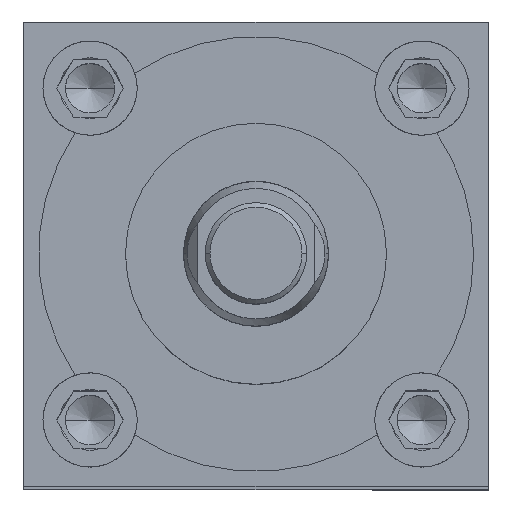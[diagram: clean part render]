
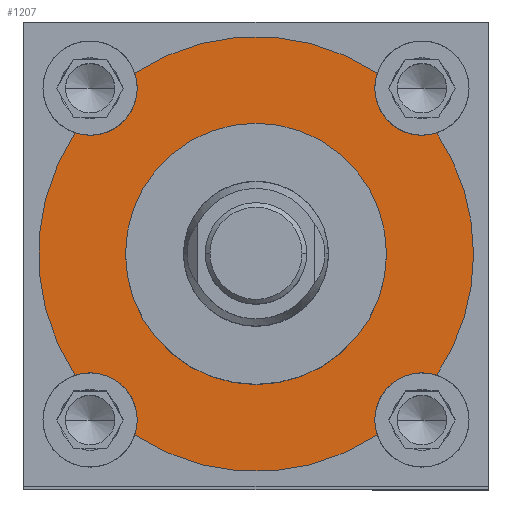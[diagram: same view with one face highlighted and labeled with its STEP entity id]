
A CAD part, top view. The second image highlights one B-rep face of the part: STEP entity #1207.
In plain terms, the highlighted planar face has unit normal (0, 0, 1).
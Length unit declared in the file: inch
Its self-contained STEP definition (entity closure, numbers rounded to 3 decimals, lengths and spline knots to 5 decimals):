
#100 = AXIS2_PLACEMENT_3D ( 'NONE', #3080, #3538, #5485 ) ;
#175 = CIRCLE ( 'NONE', #4942, 0.203 ) ;
#214 = DIRECTION ( 'NONE',  ( 0., 0., 1. ) ) ;
#230 = ORIENTED_EDGE ( 'NONE', *, *, #380, .F. ) ;
#252 = CARTESIAN_POINT ( 'NONE',  ( -0.715, 0.715, 9.62 ) ) ;
#268 = ORIENTED_EDGE ( 'NONE', *, *, #3723, .T. ) ;
#304 = VERTEX_POINT ( 'NONE', #1434 ) ;
#362 = DIRECTION ( 'NONE',  ( 1., 0., 0. ) ) ;
#380 = EDGE_CURVE ( 'NONE', #1598, #5274, #3272, .T. ) ;
#463 = AXIS2_PLACEMENT_3D ( 'NONE', #2822, #5288, #362 ) ;
#477 = DIRECTION ( 'NONE',  ( 1., 0., 0. ) ) ;
#538 = FACE_OUTER_BOUND ( 'NONE', #910, .T. ) ;
#690 = CARTESIAN_POINT ( 'NONE',  ( 0.77859, 0.52222, 9.62 ) ) ;
#715 = ORIENTED_EDGE ( 'NONE', *, *, #2341, .F. ) ;
#798 = EDGE_CURVE ( 'NONE', #5274, #6411, #1930, .T. ) ;
#804 = CIRCLE ( 'NONE', #2378, 0.203 ) ;
#910 = EDGE_LOOP ( 'NONE', ( #230, #1124, #4476, #5444, #5050, #6004, #2334, #2284, #268, #715, #4098, #2496, #6194 ) ) ;
#1025 = CIRCLE ( 'NONE', #4673, 0.5625 ) ;
#1042 = VERTEX_POINT ( 'NONE', #690 ) ;
#1124 = ORIENTED_EDGE ( 'NONE', *, *, #3302, .T. ) ;
#1148 = DIRECTION ( 'NONE',  ( 0., 0., 1. ) ) ;
#1202 = ORIENTED_EDGE ( 'NONE', *, *, #1504, .F. ) ;
#1207 = ADVANCED_FACE ( 'NONE', ( #538, #5548 ), #4511, .T. ) ;
#1244 = DIRECTION ( 'NONE',  ( 1., 0., 0. ) ) ;
#1399 = DIRECTION ( 'NONE',  ( 1., 0., 0. ) ) ;
#1404 = AXIS2_PLACEMENT_3D ( 'NONE', #5402, #3546, #5494 ) ;
#1434 = CARTESIAN_POINT ( 'NONE',  ( 0.52222, 0.77859, 9.62 ) ) ;
#1455 = VERTEX_POINT ( 'NONE', #3672 ) ;
#1504 = EDGE_CURVE ( 'NONE', #3435, #1455, #1025, .T. ) ;
#1598 = VERTEX_POINT ( 'NONE', #3566 ) ;
#1622 = EDGE_CURVE ( 'NONE', #2580, #3722, #5997, .T. ) ;
#1629 = CARTESIAN_POINT ( 'NONE',  ( 0., 0., 9.62 ) ) ;
#1660 = CIRCLE ( 'NONE', #6216, 0.9375 ) ;
#1704 = EDGE_CURVE ( 'NONE', #304, #3782, #2730, .T. ) ;
#1766 = DIRECTION ( 'NONE',  ( 1., 0., 0. ) ) ;
#1778 = CIRCLE ( 'NONE', #4290, 0.203 ) ;
#1809 = CARTESIAN_POINT ( 'NONE',  ( -0.715, -0.715, 9.62 ) ) ;
#1878 = AXIS2_PLACEMENT_3D ( 'NONE', #4570, #3074, #6022 ) ;
#1930 = CIRCLE ( 'NONE', #1404, 0.203 ) ;
#1964 = VERTEX_POINT ( 'NONE', #2392 ) ;
#1981 = EDGE_CURVE ( 'NONE', #4732, #3782, #6360, .T. ) ;
#1999 = CARTESIAN_POINT ( 'NONE',  ( 0.9375, 0., 9.62 ) ) ;
#2035 = VERTEX_POINT ( 'NONE', #6014 ) ;
#2140 = CIRCLE ( 'NONE', #5733, 0.203 ) ;
#2233 = AXIS2_PLACEMENT_3D ( 'NONE', #4373, #4305, #1399 ) ;
#2254 = EDGE_CURVE ( 'NONE', #1964, #4732, #2140, .T. ) ;
#2284 = ORIENTED_EDGE ( 'NONE', *, *, #2254, .F. ) ;
#2334 = ORIENTED_EDGE ( 'NONE', *, *, #1981, .F. ) ;
#2341 = EDGE_CURVE ( 'NONE', #3722, #2035, #175, .T. ) ;
#2366 = DIRECTION ( 'NONE',  ( 1., 0., 0. ) ) ;
#2378 = AXIS2_PLACEMENT_3D ( 'NONE', #4981, #5961, #477 ) ;
#2392 = CARTESIAN_POINT ( 'NONE',  ( -0.77859, 0.52222, 9.62 ) ) ;
#2396 = CARTESIAN_POINT ( 'NONE',  ( 0., 0., 9.62 ) ) ;
#2496 = ORIENTED_EDGE ( 'NONE', *, *, #4757, .T. ) ;
#2520 = AXIS2_PLACEMENT_3D ( 'NONE', #1629, #1148, #1244 ) ;
#2569 = DIRECTION ( 'NONE',  ( 1., 0., 0. ) ) ;
#2580 = VERTEX_POINT ( 'NONE', #5560 ) ;
#2657 = DIRECTION ( 'NONE',  ( 1., 0., 0. ) ) ;
#2730 = CIRCLE ( 'NONE', #4489, 0.9375 ) ;
#2745 = CARTESIAN_POINT ( 'NONE',  ( 0., 0., 9.62 ) ) ;
#2796 = DIRECTION ( 'NONE',  ( 1., 0., 0. ) ) ;
#2822 = CARTESIAN_POINT ( 'NONE',  ( 0.715, -0.715, 9.62 ) ) ;
#2859 = EDGE_CURVE ( 'NONE', #4730, #1042, #804, .T. ) ;
#2912 = CARTESIAN_POINT ( 'NONE',  ( 0.52222, -0.77859, 9.62 ) ) ;
#2937 = CIRCLE ( 'NONE', #3555, 0.9375 ) ;
#2941 = VERTEX_POINT ( 'NONE', #1999 ) ;
#3074 = DIRECTION ( 'NONE',  ( 0., 0., 1. ) ) ;
#3080 = CARTESIAN_POINT ( 'NONE',  ( 0., 0., 9.62 ) ) ;
#3272 = CIRCLE ( 'NONE', #463, 0.203 ) ;
#3302 = EDGE_CURVE ( 'NONE', #1598, #2941, #4312, .T. ) ;
#3405 = DIRECTION ( 'NONE',  ( 0., 0., 1. ) ) ;
#3435 = VERTEX_POINT ( 'NONE', #5341 ) ;
#3538 = DIRECTION ( 'NONE',  ( 0., 0., 1. ) ) ;
#3546 = DIRECTION ( 'NONE',  ( 0., 0., 1. ) ) ;
#3555 = AXIS2_PLACEMENT_3D ( 'NONE', #5582, #3642, #2569 ) ;
#3566 = CARTESIAN_POINT ( 'NONE',  ( 0.77859, -0.52222, 9.62 ) ) ;
#3642 = DIRECTION ( 'NONE',  ( 0., 0., 1. ) ) ;
#3672 = CARTESIAN_POINT ( 'NONE',  ( -0.5625, 0., 9.62 ) ) ;
#3722 = VERTEX_POINT ( 'NONE', #4701 ) ;
#3723 = EDGE_CURVE ( 'NONE', #1964, #2035, #5300, .T. ) ;
#3782 = VERTEX_POINT ( 'NONE', #5207 ) ;
#3793 = AXIS2_PLACEMENT_3D ( 'NONE', #2745, #6146, #1766 ) ;
#3817 = DIRECTION ( 'NONE',  ( 0., 0., 1. ) ) ;
#3886 = CARTESIAN_POINT ( 'NONE',  ( 0., 0., 9.62 ) ) ;
#3892 = CARTESIAN_POINT ( 'NONE',  ( 0.715, 0.715, 9.62 ) ) ;
#4098 = ORIENTED_EDGE ( 'NONE', *, *, #1622, .F. ) ;
#4101 = CARTESIAN_POINT ( 'NONE',  ( -0.512, 0.715, 9.62 ) ) ;
#4226 = EDGE_CURVE ( 'NONE', #304, #4730, #1778, .T. ) ;
#4290 = AXIS2_PLACEMENT_3D ( 'NONE', #3892, #5360, #2796 ) ;
#4301 = ORIENTED_EDGE ( 'NONE', *, *, #6028, .F. ) ;
#4305 = DIRECTION ( 'NONE',  ( 0., 0., 1. ) ) ;
#4312 = CIRCLE ( 'NONE', #3793, 0.9375 ) ;
#4373 = CARTESIAN_POINT ( 'NONE',  ( -0.715, 0.715, 9.62 ) ) ;
#4405 = DIRECTION ( 'NONE',  ( 1., 0., 0. ) ) ;
#4476 = ORIENTED_EDGE ( 'NONE', *, *, #4568, .T. ) ;
#4489 = AXIS2_PLACEMENT_3D ( 'NONE', #6061, #4538, #2657 ) ;
#4511 = PLANE ( 'NONE',  #100 ) ;
#4538 = DIRECTION ( 'NONE',  ( 0., 0., 1. ) ) ;
#4568 = EDGE_CURVE ( 'NONE', #2941, #1042, #1660, .T. ) ;
#4570 = CARTESIAN_POINT ( 'NONE',  ( -0.715, -0.715, 9.62 ) ) ;
#4580 = CARTESIAN_POINT ( 'NONE',  ( 0.512, 0.715, 9.62 ) ) ;
#4673 = AXIS2_PLACEMENT_3D ( 'NONE', #2396, #6322, #2366 ) ;
#4701 = CARTESIAN_POINT ( 'NONE',  ( -0.512, -0.715, 9.62 ) ) ;
#4730 = VERTEX_POINT ( 'NONE', #4580 ) ;
#4732 = VERTEX_POINT ( 'NONE', #4101 ) ;
#4739 = DIRECTION ( 'NONE',  ( 1., 0., 0. ) ) ;
#4757 = EDGE_CURVE ( 'NONE', #2580, #6411, #2937, .T. ) ;
#4778 = DIRECTION ( 'NONE',  ( 1., 0., 0. ) ) ;
#4801 = CARTESIAN_POINT ( 'NONE',  ( 0., 0., 9.62 ) ) ;
#4844 = EDGE_LOOP ( 'NONE', ( #4301, #1202 ) ) ;
#4942 = AXIS2_PLACEMENT_3D ( 'NONE', #1809, #3817, #5348 ) ;
#4981 = CARTESIAN_POINT ( 'NONE',  ( 0.715, 0.715, 9.62 ) ) ;
#5050 = ORIENTED_EDGE ( 'NONE', *, *, #4226, .F. ) ;
#5056 = CARTESIAN_POINT ( 'NONE',  ( 0.512, -0.715, 9.62 ) ) ;
#5190 = DIRECTION ( 'NONE',  ( 0., 0., 1. ) ) ;
#5207 = CARTESIAN_POINT ( 'NONE',  ( -0.52222, 0.77859, 9.62 ) ) ;
#5261 = AXIS2_PLACEMENT_3D ( 'NONE', #3886, #3405, #4405 ) ;
#5274 = VERTEX_POINT ( 'NONE', #5056 ) ;
#5288 = DIRECTION ( 'NONE',  ( 0., 0., 1. ) ) ;
#5300 = CIRCLE ( 'NONE', #2520, 0.9375 ) ;
#5341 = CARTESIAN_POINT ( 'NONE',  ( 0.5625, 0., 9.62 ) ) ;
#5348 = DIRECTION ( 'NONE',  ( 1., 0., 0. ) ) ;
#5360 = DIRECTION ( 'NONE',  ( 0., 0., 1. ) ) ;
#5402 = CARTESIAN_POINT ( 'NONE',  ( 0.715, -0.715, 9.62 ) ) ;
#5444 = ORIENTED_EDGE ( 'NONE', *, *, #2859, .F. ) ;
#5485 = DIRECTION ( 'NONE',  ( 1., 0., 0. ) ) ;
#5494 = DIRECTION ( 'NONE',  ( 1., 0., 0. ) ) ;
#5548 = FACE_BOUND ( 'NONE', #4844, .T. ) ;
#5560 = CARTESIAN_POINT ( 'NONE',  ( -0.52222, -0.77859, 9.62 ) ) ;
#5582 = CARTESIAN_POINT ( 'NONE',  ( 0., 0., 9.62 ) ) ;
#5733 = AXIS2_PLACEMENT_3D ( 'NONE', #252, #5190, #4778 ) ;
#5961 = DIRECTION ( 'NONE',  ( 0., 0., 1. ) ) ;
#5997 = CIRCLE ( 'NONE', #1878, 0.203 ) ;
#6004 = ORIENTED_EDGE ( 'NONE', *, *, #1704, .T. ) ;
#6014 = CARTESIAN_POINT ( 'NONE',  ( -0.77859, -0.52222, 9.62 ) ) ;
#6022 = DIRECTION ( 'NONE',  ( 1., 0., 0. ) ) ;
#6028 = EDGE_CURVE ( 'NONE', #1455, #3435, #6074, .T. ) ;
#6061 = CARTESIAN_POINT ( 'NONE',  ( 0., 0., 9.62 ) ) ;
#6074 = CIRCLE ( 'NONE', #5261, 0.5625 ) ;
#6146 = DIRECTION ( 'NONE',  ( 0., 0., 1. ) ) ;
#6194 = ORIENTED_EDGE ( 'NONE', *, *, #798, .F. ) ;
#6216 = AXIS2_PLACEMENT_3D ( 'NONE', #4801, #214, #4739 ) ;
#6322 = DIRECTION ( 'NONE',  ( 0., 0., 1. ) ) ;
#6360 = CIRCLE ( 'NONE', #2233, 0.203 ) ;
#6411 = VERTEX_POINT ( 'NONE', #2912 ) ;
